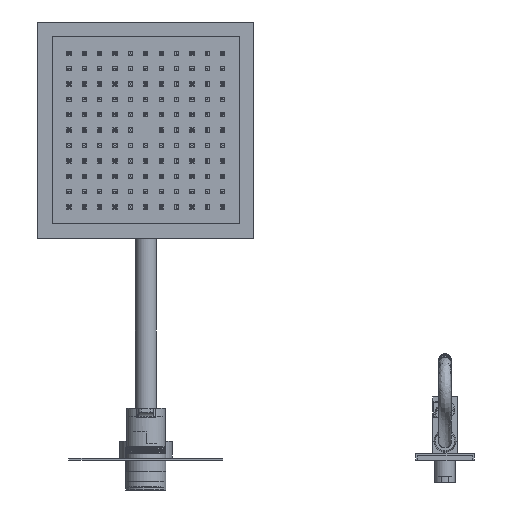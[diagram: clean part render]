
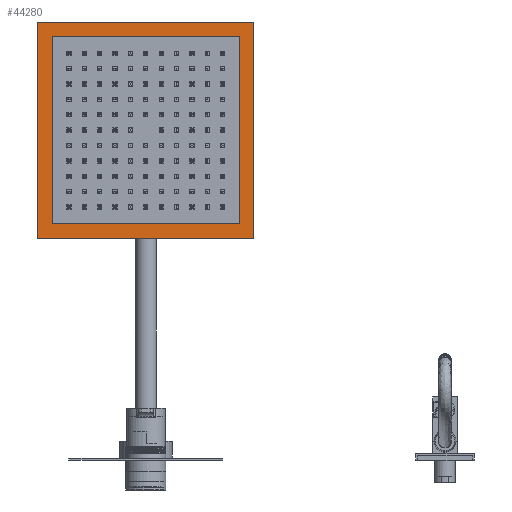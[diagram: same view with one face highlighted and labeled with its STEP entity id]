
A CAD part, front view. The second image highlights one B-rep face of the part: STEP entity #44280.
In plain terms, the highlighted planar face has unit normal (0, -1, 0).
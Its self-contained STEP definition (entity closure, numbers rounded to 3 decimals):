
#1565 = VERTEX_POINT ( 'NONE', #54842 ) ;
#1696 = VERTEX_POINT ( 'NONE', #21472 ) ;
#1827 = FACE_OUTER_BOUND ( 'NONE', #37316, .T. ) ;
#1834 = CARTESIAN_POINT ( 'NONE',  ( 27.5, 586.469, 253.2 ) ) ;
#4196 = ORIENTED_EDGE ( 'NONE', *, *, #48582, .F. ) ;
#5853 = LINE ( 'NONE', #44499, #24989 ) ;
#6179 = CARTESIAN_POINT ( 'NONE',  ( -167.5, 586.469, 448.2 ) ) ;
#7564 = CARTESIAN_POINT ( 'NONE',  ( -167.5, 586.469, 253.2 ) ) ;
#7949 = LINE ( 'NONE', #10563, #54869 ) ;
#8106 = VERTEX_POINT ( 'NONE', #41351 ) ;
#8308 = CARTESIAN_POINT ( 'NONE',  ( 42.5, 586.469, 463.2 ) ) ;
#8669 = ORIENTED_EDGE ( 'NONE', *, *, #10684, .T. ) ;
#8834 = DIRECTION ( 'NONE',  ( 0., 0., 1. ) ) ;
#9728 = LINE ( 'NONE', #17819, #35176 ) ;
#10563 = CARTESIAN_POINT ( 'NONE',  ( 27.5, 586.469, 253.2 ) ) ;
#10684 = EDGE_CURVE ( 'NONE', #8106, #1565, #5853, .T. ) ;
#10983 = ORIENTED_EDGE ( 'NONE', *, *, #48595, .T. ) ;
#11373 = VECTOR ( 'NONE', #56933, 1000. ) ;
#11752 = EDGE_CURVE ( 'NONE', #34147, #8106, #56156, .T. ) ;
#12014 = CARTESIAN_POINT ( 'NONE',  ( 27.5, 586.469, 448.2 ) ) ;
#12350 = DIRECTION ( 'NONE',  ( 0., 0., -1. ) ) ;
#13954 = ORIENTED_EDGE ( 'NONE', *, *, #56366, .F. ) ;
#14040 = VECTOR ( 'NONE', #39530, 1000. ) ;
#14487 = EDGE_CURVE ( 'NONE', #1696, #23057, #56619, .T. ) ;
#15036 = CARTESIAN_POINT ( 'NONE',  ( -70., 586.469, 350.7 ) ) ;
#16109 = CARTESIAN_POINT ( 'NONE',  ( -182.5, 586.469, 463.2 ) ) ;
#16928 = LINE ( 'NONE', #44150, #51736 ) ;
#17596 = LINE ( 'NONE', #49114, #14040 ) ;
#17819 = CARTESIAN_POINT ( 'NONE',  ( 27.5, 586.469, 448.2 ) ) ;
#18530 = EDGE_LOOP ( 'NONE', ( #13954, #4196, #38455, #57963 ) ) ;
#21472 = CARTESIAN_POINT ( 'NONE',  ( 27.5, 586.469, 448.2 ) ) ;
#23057 = VERTEX_POINT ( 'NONE', #6179 ) ;
#24015 = DIRECTION ( 'NONE',  ( 0., 1., 0. ) ) ;
#24989 = VECTOR ( 'NONE', #35048, 1000. ) ;
#27590 = LINE ( 'NONE', #53008, #38967 ) ;
#29930 = VERTEX_POINT ( 'NONE', #1834 ) ;
#30229 = VECTOR ( 'NONE', #48004, 1000. ) ;
#31176 = EDGE_CURVE ( 'NONE', #1565, #32088, #27590, .T. ) ;
#32088 = VERTEX_POINT ( 'NONE', #49688 ) ;
#32626 = VERTEX_POINT ( 'NONE', #7564 ) ;
#34147 = VERTEX_POINT ( 'NONE', #8308 ) ;
#34510 = ORIENTED_EDGE ( 'NONE', *, *, #31176, .T. ) ;
#35048 = DIRECTION ( 'NONE',  ( 0., 0., -1. ) ) ;
#35176 = VECTOR ( 'NONE', #8834, 1000. ) ;
#35533 = EDGE_CURVE ( 'NONE', #29930, #1696, #9728, .T. ) ;
#36539 = FACE_BOUND ( 'NONE', #18530, .T. ) ;
#37112 = AXIS2_PLACEMENT_3D ( 'NONE', #15036, #24015, #55855 ) ;
#37316 = EDGE_LOOP ( 'NONE', ( #34510, #10983, #49817, #8669 ) ) ;
#38131 = PLANE ( 'NONE',  #37112 ) ;
#38455 = ORIENTED_EDGE ( 'NONE', *, *, #14487, .F. ) ;
#38967 = VECTOR ( 'NONE', #44279, 1000. ) ;
#39530 = DIRECTION ( 'NONE',  ( 0., 0., 1. ) ) ;
#41351 = CARTESIAN_POINT ( 'NONE',  ( -182.5, 586.469, 463.2 ) ) ;
#44150 = CARTESIAN_POINT ( 'NONE',  ( -167.5, 586.469, 448.2 ) ) ;
#44279 = DIRECTION ( 'NONE',  ( 1., 0., 0. ) ) ;
#44280 = ADVANCED_FACE ( 'NONE', ( #1827, #36539 ), #38131, .F. ) ;
#44499 = CARTESIAN_POINT ( 'NONE',  ( -182.5, 586.469, 463.2 ) ) ;
#48004 = DIRECTION ( 'NONE',  ( -1., 0., 0. ) ) ;
#48582 = EDGE_CURVE ( 'NONE', #23057, #32626, #16928, .T. ) ;
#48595 = EDGE_CURVE ( 'NONE', #32088, #34147, #17596, .T. ) ;
#49114 = CARTESIAN_POINT ( 'NONE',  ( 42.5, 586.469, 463.2 ) ) ;
#49688 = CARTESIAN_POINT ( 'NONE',  ( 42.5, 586.469, 238.2 ) ) ;
#49817 = ORIENTED_EDGE ( 'NONE', *, *, #11752, .T. ) ;
#51736 = VECTOR ( 'NONE', #12350, 1000. ) ;
#53008 = CARTESIAN_POINT ( 'NONE',  ( -182.5, 586.469, 238.2 ) ) ;
#54842 = CARTESIAN_POINT ( 'NONE',  ( -182.5, 586.469, 238.2 ) ) ;
#54869 = VECTOR ( 'NONE', #56020, 1000. ) ;
#55855 = DIRECTION ( 'NONE',  ( 0., 0., 1. ) ) ;
#56020 = DIRECTION ( 'NONE',  ( 1., 0., 0. ) ) ;
#56156 = LINE ( 'NONE', #16109, #11373 ) ;
#56366 = EDGE_CURVE ( 'NONE', #32626, #29930, #7949, .T. ) ;
#56619 = LINE ( 'NONE', #12014, #30229 ) ;
#56933 = DIRECTION ( 'NONE',  ( -1., 0., 0. ) ) ;
#57963 = ORIENTED_EDGE ( 'NONE', *, *, #35533, .F. ) ;
